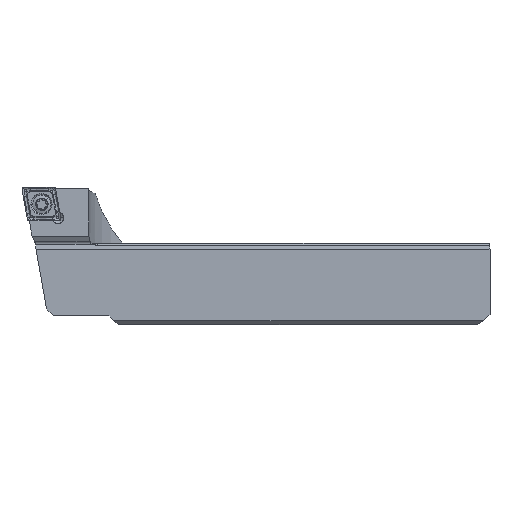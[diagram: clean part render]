
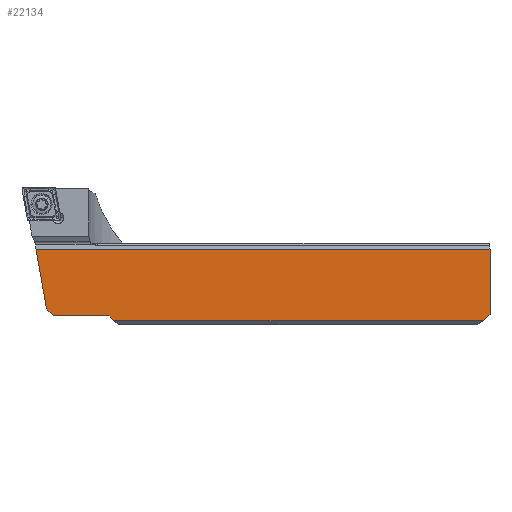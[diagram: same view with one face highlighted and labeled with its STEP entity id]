
A CAD part, top view. The second image highlights one B-rep face of the part: STEP entity #22134.
In plain terms, the highlighted planar face has unit normal (0, 0, 1).
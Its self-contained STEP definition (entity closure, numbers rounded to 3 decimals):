
#187 = LINE ( 'NONE', #7432, #5190 ) ;
#573 = CARTESIAN_POINT ( 'NONE',  ( 133.322, -37.677, -6.05 ) ) ;
#778 = ORIENTED_EDGE ( 'NONE', *, *, #9384, .T. ) ;
#1061 = VECTOR ( 'NONE', #18603, 1000. ) ;
#1193 = VERTEX_POINT ( 'NONE', #10321 ) ;
#1261 = DIRECTION ( 'NONE',  ( -0.174, 0.985, 0. ) ) ;
#1584 = VECTOR ( 'NONE', #3848, 1000. ) ;
#2230 = ORIENTED_EDGE ( 'NONE', *, *, #7397, .T. ) ;
#2428 = CARTESIAN_POINT ( 'NONE',  ( 7.405, -36.9, -6.05 ) ) ;
#3402 = VERTEX_POINT ( 'NONE', #5691 ) ;
#3750 = FACE_OUTER_BOUND ( 'NONE', #21672, .T. ) ;
#3848 = DIRECTION ( 'NONE',  ( -1., 0., 0. ) ) ;
#4345 = CARTESIAN_POINT ( 'NONE',  ( 134.57, -36.526, -6.05 ) ) ;
#5021 = CARTESIAN_POINT ( 'NONE',  ( 0.531, 2.085, -6.05 ) ) ;
#5190 = VECTOR ( 'NONE', #20660, 1000. ) ;
#5691 = CARTESIAN_POINT ( 'NONE',  ( 134.57, -36.526, -6.05 ) ) ;
#5772 = CARTESIAN_POINT ( 'NONE',  ( 135., -38.252, -6.05 ) ) ;
#6040 = LINE ( 'NONE', #22378, #1061 ) ;
#6046 = LINE ( 'NONE', #14272, #7861 ) ;
#6525 = CARTESIAN_POINT ( 'NONE',  ( 4.037, -17.8, -6.05 ) ) ;
#6536 = B_SPLINE_CURVE_WITH_KNOTS ( 'NONE', 3,
 ( #9995, #573, #15640, #4345 ),
 .UNSPECIFIED., .F., .F.,
 ( 4, 4 ),
 ( 0.488, 1. ),
 .UNSPECIFIED. ) ;
#6930 = ORIENTED_EDGE ( 'NONE', *, *, #17987, .F. ) ;
#7069 = LINE ( 'NONE', #5772, #17708 ) ;
#7222 = VERTEX_POINT ( 'NONE', #12222 ) ;
#7397 = EDGE_CURVE ( 'NONE', #7222, #13459, #20731, .T. ) ;
#7432 = CARTESIAN_POINT ( 'NONE',  ( 6.052, -33.9, -6.05 ) ) ;
#7521 = VERTEX_POINT ( 'NONE', #6525 ) ;
#7861 = VECTOR ( 'NONE', #16176, 1000. ) ;
#7931 = DIRECTION ( 'NONE',  ( -1., 0., 0. ) ) ;
#9384 = EDGE_CURVE ( 'NONE', #13459, #1193, #6040, .T. ) ;
#9426 = PLANE ( 'NONE',  #11096 ) ;
#9666 = CARTESIAN_POINT ( 'NONE',  ( 132.696, -38.252, -6.05 ) ) ;
#9995 = CARTESIAN_POINT ( 'NONE',  ( 132.696, -38.252, -6.05 ) ) ;
#10321 = CARTESIAN_POINT ( 'NONE',  ( 26.352, -38.252, -6.05 ) ) ;
#11096 = AXIS2_PLACEMENT_3D ( 'NONE', #20776, #22684, #11403 ) ;
#11333 = ORIENTED_EDGE ( 'NONE', *, *, #22448, .F. ) ;
#11403 = DIRECTION ( 'NONE',  ( 0., 1., 0. ) ) ;
#11583 = EDGE_CURVE ( 'NONE', #18451, #7521, #11628, .T. ) ;
#11628 = LINE ( 'NONE', #22663, #1584 ) ;
#11703 = CARTESIAN_POINT ( 'NONE',  ( 134.57, -17.8, -6.05 ) ) ;
#12222 = CARTESIAN_POINT ( 'NONE',  ( 9.052, -36.9, -6.05 ) ) ;
#12500 = VECTOR ( 'NONE', #19269, 1000. ) ;
#13455 = ORIENTED_EDGE ( 'NONE', *, *, #19301, .F. ) ;
#13459 = VERTEX_POINT ( 'NONE', #20411 ) ;
#13751 = ORIENTED_EDGE ( 'NONE', *, *, #22691, .T. ) ;
#14272 = CARTESIAN_POINT ( 'NONE',  ( 134.57, -39.9, -6.05 ) ) ;
#15436 = VERTEX_POINT ( 'NONE', #9666 ) ;
#15640 = CARTESIAN_POINT ( 'NONE',  ( 133.949, -37.101, -6.05 ) ) ;
#16176 = DIRECTION ( 'NONE',  ( 0., 1., 0. ) ) ;
#16198 = CARTESIAN_POINT ( 'NONE',  ( 7.052, -34.9, -6.05 ) ) ;
#16338 = ORIENTED_EDGE ( 'NONE', *, *, #11583, .T. ) ;
#17708 = VECTOR ( 'NONE', #7931, 1000. ) ;
#17987 = EDGE_CURVE ( 'NONE', #18723, #7521, #23759, .T. ) ;
#18451 = VERTEX_POINT ( 'NONE', #11703 ) ;
#18603 = DIRECTION ( 'NONE',  ( 0.707, -0.707, 0. ) ) ;
#18723 = VERTEX_POINT ( 'NONE', #16198 ) ;
#19269 = DIRECTION ( 'NONE',  ( 1., 0., 0. ) ) ;
#19282 = ORIENTED_EDGE ( 'NONE', *, *, #24254, .T. ) ;
#19301 = EDGE_CURVE ( 'NONE', #15436, #1193, #7069, .T. ) ;
#19375 = VECTOR ( 'NONE', #1261, 1000. ) ;
#20411 = CARTESIAN_POINT ( 'NONE',  ( 25., -36.9, -6.05 ) ) ;
#20660 = DIRECTION ( 'NONE',  ( -0.707, 0.707, 0. ) ) ;
#20731 = LINE ( 'NONE', #2428, #12500 ) ;
#20776 = CARTESIAN_POINT ( 'NONE',  ( 135., -39.9, -6.05 ) ) ;
#21672 = EDGE_LOOP ( 'NONE', ( #6930, #11333, #2230, #778, #13455, #19282, #13751, #16338 ) ) ;
#22134 = ADVANCED_FACE ( 'NONE', ( #3750 ), #9426, .F. ) ;
#22378 = CARTESIAN_POINT ( 'NONE',  ( 25., -36.9, -6.05 ) ) ;
#22448 = EDGE_CURVE ( 'NONE', #7222, #18723, #187, .T. ) ;
#22663 = CARTESIAN_POINT ( 'NONE',  ( 135., -17.8, -6.05 ) ) ;
#22684 = DIRECTION ( 'NONE',  ( 0., 0., -1. ) ) ;
#22691 = EDGE_CURVE ( 'NONE', #3402, #18451, #6046, .T. ) ;
#23759 = LINE ( 'NONE', #5021, #19375 ) ;
#24254 = EDGE_CURVE ( 'NONE', #15436, #3402, #6536, .T. ) ;
